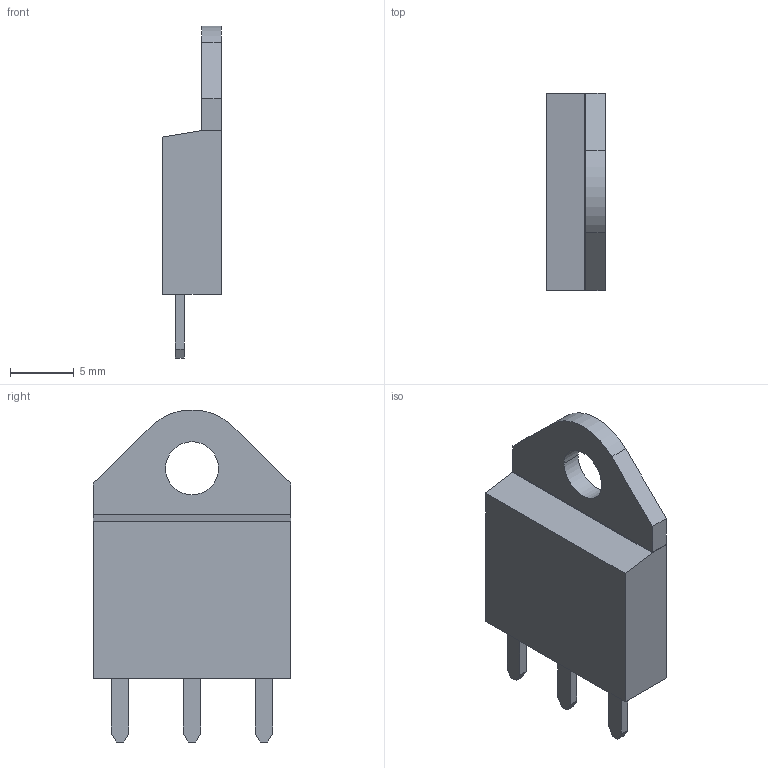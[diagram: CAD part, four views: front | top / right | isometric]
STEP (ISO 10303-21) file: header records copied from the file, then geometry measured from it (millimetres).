
FILE_DESCRIPTION (( 'STEP AP214' ), '1' );
FILE_NAME ('TO-3P_L15.5-W4.6-H21.1-P5.65-T.step', '2022-08-01T13:14:23', ( '' ), ( '' ), 'SwSTEP 2.0', 'SolidWorks 2020', '' );
FILE_SCHEMA (( 'AUTOMOTIVE_DESIGN' ));
Length unit declared in the file: millimetre
Products named in the file (1): TO-3P_L15.5-W4.6-H21.1-P5.65-T
Bounding box: 4.6 x 15.5 x 26.08 mm (x, y, z)
Volume: 1042 mm3; surface area: 1172.4 mm2
Topology: 2 solids, 2 shells, 274 faces, 744 edges, 496 vertices
Faces by surface type: plane 173, bspline 98, cylinder 3
Entity records: 12127 total; most frequent: CARTESIAN_POINT 2821, ORIENTED_EDGE 1488, DIRECTION 904, EDGE_CURVE 744, LINE 538, VECTOR 538, VERTEX_POINT 496, EDGE_LOOP 298
